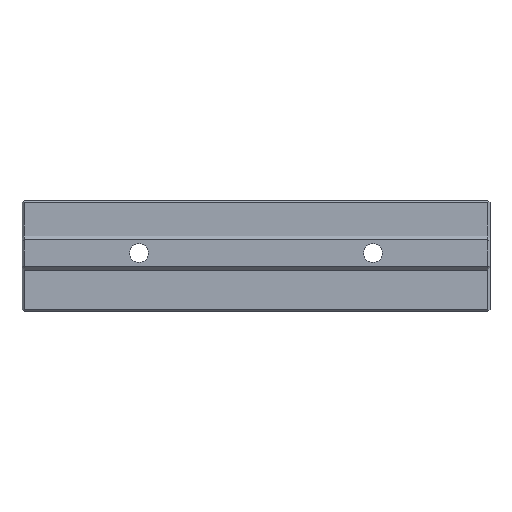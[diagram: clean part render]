
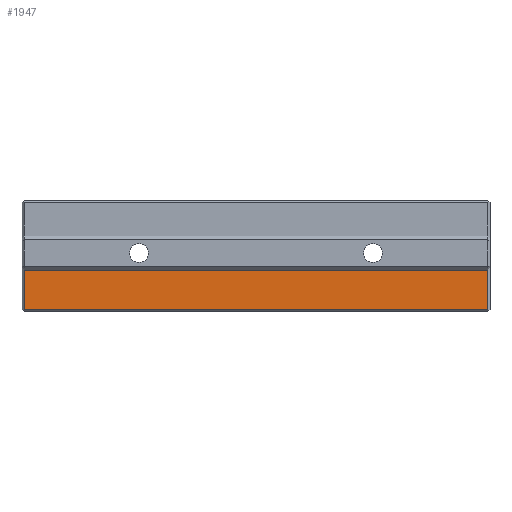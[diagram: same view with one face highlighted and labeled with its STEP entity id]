
A CAD part, front view. The second image highlights one B-rep face of the part: STEP entity #1947.
In plain terms, the highlighted planar face has unit normal (0, -1, 0).
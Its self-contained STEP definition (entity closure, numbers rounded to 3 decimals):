
#294 = PLANE('',#295);
#295 = AXIS2_PLACEMENT_3D('',#296,#297,#298);
#296 = CARTESIAN_POINT('',(0.2,-13.05,-2.4));
#297 = DIRECTION('',(0.707,0.707,0.));
#298 = DIRECTION('',(0.,0.,1.));
#400 = PLANE('',#401);
#401 = AXIS2_PLACEMENT_3D('',#402,#403,#404);
#402 = CARTESIAN_POINT('',(0.,-13.05,-9.3));
#403 = DIRECTION('',(0.,0.707,0.707));
#404 = DIRECTION('',(-1.,-0.,0.));
#548 = VERTEX_POINT('',#549);
#549 = CARTESIAN_POINT('',(0.4,-13.25,-9.1));
#570 = EDGE_CURVE('',#571,#548,#573,.T.);
#571 = VERTEX_POINT('',#572);
#572 = CARTESIAN_POINT('',(0.4,-13.25,-2.4));
#573 = SURFACE_CURVE('',#574,(#578,#585),.PCURVE_S1.);
#574 = LINE('',#575,#576);
#575 = CARTESIAN_POINT('',(0.4,-13.25,-2.4));
#576 = VECTOR('',#577,1.);
#577 = DIRECTION('',(0.,-0.,-1.));
#578 = PCURVE('',#294,#579);
#579 = DEFINITIONAL_REPRESENTATION('',(#580),#584);
#580 = LINE('',#581,#582);
#581 = CARTESIAN_POINT('',(-0.,0.283));
#582 = VECTOR('',#583,1.);
#583 = DIRECTION('',(-1.,0.));
#584 = ( GEOMETRIC_REPRESENTATION_CONTEXT(2) 
PARAMETRIC_REPRESENTATION_CONTEXT() REPRESENTATION_CONTEXT('2D SPACE',''
  ) );
#585 = PCURVE('',#586,#591);
#586 = PLANE('',#587);
#587 = AXIS2_PLACEMENT_3D('',#588,#589,#590);
#588 = CARTESIAN_POINT('',(40.,-13.25,-5.95));
#589 = DIRECTION('',(-0.,-1.,-0.));
#590 = DIRECTION('',(0.,0.,-1.));
#591 = DEFINITIONAL_REPRESENTATION('',(#592),#596);
#592 = LINE('',#593,#594);
#593 = CARTESIAN_POINT('',(-3.55,-39.6));
#594 = VECTOR('',#595,1.);
#595 = DIRECTION('',(1.,0.));
#596 = ( GEOMETRIC_REPRESENTATION_CONTEXT(2) 
PARAMETRIC_REPRESENTATION_CONTEXT() REPRESENTATION_CONTEXT('2D SPACE',''
  ) );
#767 = PLANE('',#768);
#768 = AXIS2_PLACEMENT_3D('',#769,#770,#771);
#769 = CARTESIAN_POINT('',(0.,-8.25,-2.4));
#770 = DIRECTION('',(0.,0.,1.));
#771 = DIRECTION('',(1.,0.,-0.));
#1471 = VERTEX_POINT('',#1472);
#1472 = CARTESIAN_POINT('',(79.6,-13.25,-9.1));
#1486 = PLANE('',#1487);
#1487 = AXIS2_PLACEMENT_3D('',#1488,#1489,#1490);
#1488 = CARTESIAN_POINT('',(79.8,-13.05,-9.1));
#1489 = DIRECTION('',(0.707,-0.707,0.
    ));
#1490 = DIRECTION('',(0.,0.,-1.));
#1498 = EDGE_CURVE('',#548,#1471,#1499,.T.);
#1499 = SURFACE_CURVE('',#1500,(#1504,#1511),.PCURVE_S1.);
#1500 = LINE('',#1501,#1502);
#1501 = CARTESIAN_POINT('',(0.,-13.25,-9.1));
#1502 = VECTOR('',#1503,1.);
#1503 = DIRECTION('',(1.,0.,0.));
#1504 = PCURVE('',#400,#1505);
#1505 = DEFINITIONAL_REPRESENTATION('',(#1506),#1510);
#1506 = LINE('',#1507,#1508);
#1507 = CARTESIAN_POINT('',(-0.,0.283));
#1508 = VECTOR('',#1509,1.);
#1509 = DIRECTION('',(-1.,0.));
#1510 = ( GEOMETRIC_REPRESENTATION_CONTEXT(2) 
PARAMETRIC_REPRESENTATION_CONTEXT() REPRESENTATION_CONTEXT('2D SPACE',''
  ) );
#1511 = PCURVE('',#586,#1512);
#1512 = DEFINITIONAL_REPRESENTATION('',(#1513),#1517);
#1513 = LINE('',#1514,#1515);
#1514 = CARTESIAN_POINT('',(3.15,-40.));
#1515 = VECTOR('',#1516,1.);
#1516 = DIRECTION('',(0.,1.));
#1517 = ( GEOMETRIC_REPRESENTATION_CONTEXT(2) 
PARAMETRIC_REPRESENTATION_CONTEXT() REPRESENTATION_CONTEXT('2D SPACE',''
  ) );
#1947 = ADVANCED_FACE('',(#1948),#586,.T.);
#1948 = FACE_BOUND('',#1949,.T.);
#1949 = EDGE_LOOP('',(#1950,#1951,#1974,#1995));
#1950 = ORIENTED_EDGE('',*,*,#1498,.T.);
#1951 = ORIENTED_EDGE('',*,*,#1952,.T.);
#1952 = EDGE_CURVE('',#1471,#1953,#1955,.T.);
#1953 = VERTEX_POINT('',#1954);
#1954 = CARTESIAN_POINT('',(79.6,-13.25,-2.4));
#1955 = SURFACE_CURVE('',#1956,(#1960,#1967),.PCURVE_S1.);
#1956 = LINE('',#1957,#1958);
#1957 = CARTESIAN_POINT('',(79.6,-13.25,-9.1));
#1958 = VECTOR('',#1959,1.);
#1959 = DIRECTION('',(0.,0.,1.));
#1960 = PCURVE('',#586,#1961);
#1961 = DEFINITIONAL_REPRESENTATION('',(#1962),#1966);
#1962 = LINE('',#1963,#1964);
#1963 = CARTESIAN_POINT('',(3.15,39.6));
#1964 = VECTOR('',#1965,1.);
#1965 = DIRECTION('',(-1.,0.));
#1966 = ( GEOMETRIC_REPRESENTATION_CONTEXT(2) 
PARAMETRIC_REPRESENTATION_CONTEXT() REPRESENTATION_CONTEXT('2D SPACE',''
  ) );
#1967 = PCURVE('',#1486,#1968);
#1968 = DEFINITIONAL_REPRESENTATION('',(#1969),#1973);
#1969 = LINE('',#1970,#1971);
#1970 = CARTESIAN_POINT('',(-0.,-0.283));
#1971 = VECTOR('',#1972,1.);
#1972 = DIRECTION('',(-1.,0.));
#1973 = ( GEOMETRIC_REPRESENTATION_CONTEXT(2) 
PARAMETRIC_REPRESENTATION_CONTEXT() REPRESENTATION_CONTEXT('2D SPACE',''
  ) );
#1974 = ORIENTED_EDGE('',*,*,#1975,.T.);
#1975 = EDGE_CURVE('',#1953,#571,#1976,.T.);
#1976 = SURFACE_CURVE('',#1977,(#1981,#1988),.PCURVE_S1.);
#1977 = LINE('',#1978,#1979);
#1978 = CARTESIAN_POINT('',(80.,-13.25,-2.4));
#1979 = VECTOR('',#1980,1.);
#1980 = DIRECTION('',(-1.,0.,0.));
#1981 = PCURVE('',#586,#1982);
#1982 = DEFINITIONAL_REPRESENTATION('',(#1983),#1987);
#1983 = LINE('',#1984,#1985);
#1984 = CARTESIAN_POINT('',(-3.55,40.));
#1985 = VECTOR('',#1986,1.);
#1986 = DIRECTION('',(0.,-1.));
#1987 = ( GEOMETRIC_REPRESENTATION_CONTEXT(2) 
PARAMETRIC_REPRESENTATION_CONTEXT() REPRESENTATION_CONTEXT('2D SPACE',''
  ) );
#1988 = PCURVE('',#767,#1989);
#1989 = DEFINITIONAL_REPRESENTATION('',(#1990),#1994);
#1990 = LINE('',#1991,#1992);
#1991 = CARTESIAN_POINT('',(80.,-5.));
#1992 = VECTOR('',#1993,1.);
#1993 = DIRECTION('',(-1.,0.));
#1994 = ( GEOMETRIC_REPRESENTATION_CONTEXT(2) 
PARAMETRIC_REPRESENTATION_CONTEXT() REPRESENTATION_CONTEXT('2D SPACE',''
  ) );
#1995 = ORIENTED_EDGE('',*,*,#570,.T.);
